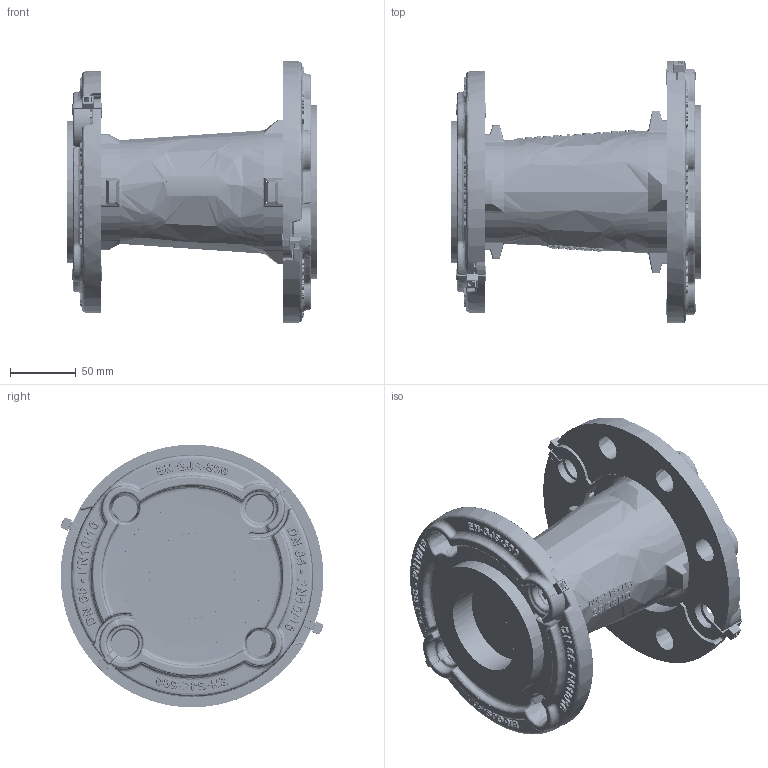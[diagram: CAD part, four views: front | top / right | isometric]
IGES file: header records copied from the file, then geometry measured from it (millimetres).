
Start section: SolidWorks IGES file using NURBS representation for surfaces
Global section: file name: Cone Flange Movel DN80x65.IGS; native system: SolidWorks 2015; preprocessor: SolidWorks 2015; author: dinis.delgado; date: 160302.114014; units: millimetre
Bounding box: 190 x 200.02 x 200 mm (x, y, z)
Surface area: 237369.7 mm2 (no closed solid volume)
Topology: 0 solids, 0 shells, 2860 faces, 52276 edges, 52240 vertices
Faces by surface type: bspline 2860
